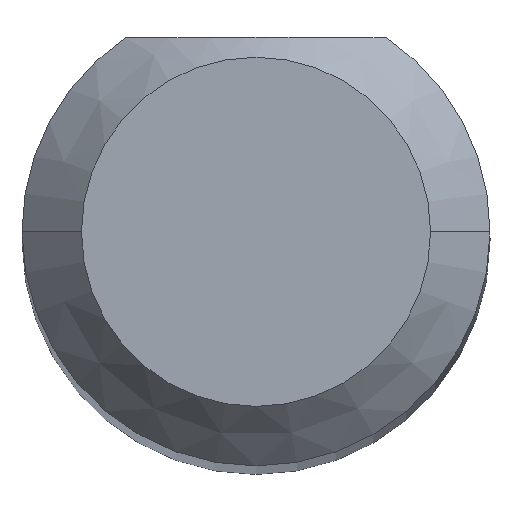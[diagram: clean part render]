
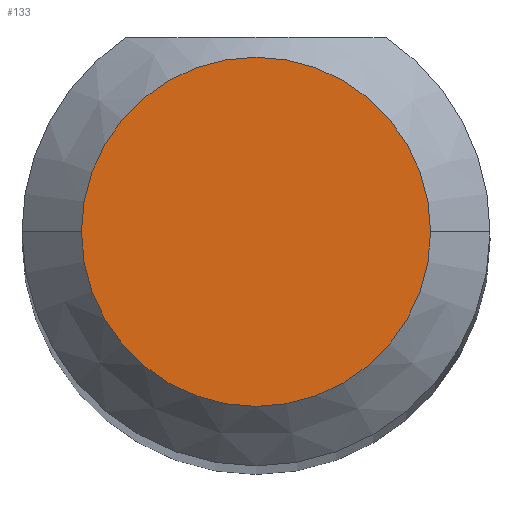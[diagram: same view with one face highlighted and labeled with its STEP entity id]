
A CAD part, top view. The second image highlights one B-rep face of the part: STEP entity #133.
In plain terms, the highlighted planar face has unit normal (0, 0, 1).
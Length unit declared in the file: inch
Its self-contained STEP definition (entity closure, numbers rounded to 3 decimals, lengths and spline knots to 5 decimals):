
#2 = CARTESIAN_POINT ( 'NONE',  ( 0., 0., 1.49606 ) ) ;
#12 = VERTEX_POINT ( 'NONE', #436 ) ;
#38 = DIRECTION ( 'NONE',  ( 0., 0., 1. ) ) ;
#51 = ORIENTED_EDGE ( 'NONE', *, *, #349, .T. ) ;
#64 = DIRECTION ( 'NONE',  ( 0., 0., 1. ) ) ;
#81 = CIRCLE ( 'NONE', #158, 0.04406 ) ;
#92 = DIRECTION ( 'NONE',  ( 1., 0., 0. ) ) ;
#101 = ORIENTED_EDGE ( 'NONE', *, *, #389, .T. ) ;
#107 = CARTESIAN_POINT ( 'NONE',  ( 0., 0., 1.49606 ) ) ;
#133 = ADVANCED_FACE ( 'NONE', ( #492 ), #230, .T. ) ;
#143 = EDGE_LOOP ( 'NONE', ( #51, #101 ) ) ;
#158 = AXIS2_PLACEMENT_3D ( 'NONE', #166, #346, #92 ) ;
#166 = CARTESIAN_POINT ( 'NONE',  ( 0., 0., 1.49606 ) ) ;
#228 = AXIS2_PLACEMENT_3D ( 'NONE', #2, #38, #301 ) ;
#230 = PLANE ( 'NONE',  #235 ) ;
#235 = AXIS2_PLACEMENT_3D ( 'NONE', #107, #64, #404 ) ;
#271 = VERTEX_POINT ( 'NONE', #546 ) ;
#301 = DIRECTION ( 'NONE',  ( 1., 0., 0. ) ) ;
#346 = DIRECTION ( 'NONE',  ( 0., 0., 1. ) ) ;
#349 = EDGE_CURVE ( 'NONE', #271, #12, #81, .T. ) ;
#389 = EDGE_CURVE ( 'NONE', #12, #271, #473, .T. ) ;
#404 = DIRECTION ( 'NONE',  ( 1., 0., 0. ) ) ;
#436 = CARTESIAN_POINT ( 'NONE',  ( 0.04406, 0., 1.49606 ) ) ;
#473 = CIRCLE ( 'NONE', #228, 0.04406 ) ;
#492 = FACE_OUTER_BOUND ( 'NONE', #143, .T. ) ;
#546 = CARTESIAN_POINT ( 'NONE',  ( -0.04406, 0., 1.49606 ) ) ;
